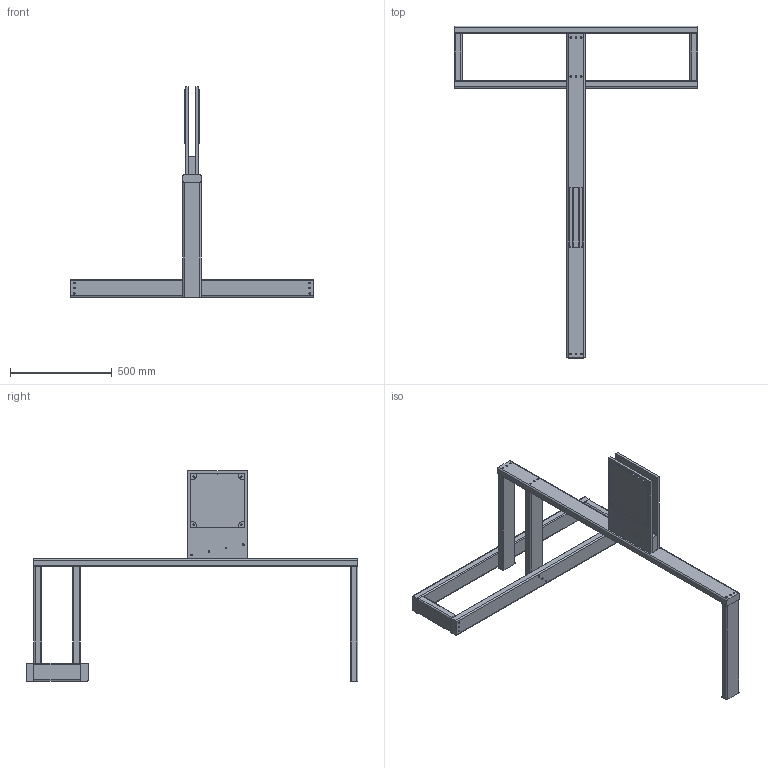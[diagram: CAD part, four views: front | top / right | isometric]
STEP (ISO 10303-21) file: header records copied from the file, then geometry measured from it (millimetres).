
FILE_DESCRIPTION(/* description */ ('STEP AP242 Edition 2','CAx-IF Rec.Pracs.---Representation and Presentation of Product Manufacturing Information (PMI)---4.0---2014-10-13','CAx-IF Rec.Pracs.---3D Tessellated Geometry---0.4---2014-09-14','2;1','CAx-IF Rec.Pracs.---User Defined Attributes---1.5---2016-08-15'),/* implementation_level */ '2;1');
FILE_NAME(/* name */ '695e8e117bedfde274a090ca',/* time_stamp */ '2026-01-07T16:47:13Z',/* author */ (''),/* organization */ (''),/* preprocessor_version */ 'ST-DEVELOPER v20',/* originating_system */ 'ONSHAPE BY PTC INC, 1.208',/* authorisation */ ' ');
FILE_SCHEMA (('AP242_MANAGED_MODEL_BASED_3D_ENGINEERING_MIM_LF { 1 0 10303 442 3 1 4 }'));
Length unit declared in the file: metre
Products named in the file (15): TE-26200: TE Trench; 90031A203: 1.5" Phillips Flat Head Wood Screw; 90031A203: 2.5" Phillips Flat Head Wood Screw; FE-00083-ID1: AprilTag, ID 1 <1>; FE-00082: AprilTag Base Poly; FE-00083-ID1-Vinyl: AprilTag Vinyl; TE-26205: Trench Arm Beam; TE-26207: Trench April Tag Panel; TE-26206: Trench April Tag Mount Beam; TE-26204: Trench Height Beam; TE-26201: Trench Base <1>; TE-26202: Trench Base Depth Beam; TE-26203: Trench Base Width Beam; FE-00083-ID12: AprilTag, ID 12 <1>; FE-00083-ID12-Vinyl: AprilTag Vinyl
Assembly tree (59 placements, depth 3):
  TE-26200: TE Trench
    90031A203: 1.5" Phillips Flat Head Wood Screw  x8
    90031A203: 2.5" Phillips Flat Head Wood Screw  x19
    FE-00083-ID1: AprilTag, ID 1 <1>
      FE-00082: AprilTag Base Poly
      FE-00083-ID1-Vinyl: AprilTag Vinyl  x2
    TE-26205: Trench Arm Beam
    TE-26207: Trench April Tag Panel  x2
    TE-26206: Trench April Tag Mount Beam
    TE-26204: Trench Height Beam  x3
    TE-26201: Trench Base <1>
      90031A203: 2.5" Phillips Flat Head Wood Screw  x12
      TE-26202: Trench Base Depth Beam  x2
      TE-26203: Trench Base Width Beam  x2
    FE-00083-ID12: AprilTag, ID 12 <1>
      FE-00083-ID12-Vinyl: AprilTag Vinyl  x2
      FE-00082: AprilTag Base Poly
Bounding box: 1193.8 x 1627.98 x 1031.88 mm (x, y, z)
Volume: 25426840.2 mm3; surface area: 3045216.6 mm2
Topology: 56 solids, 56 shells, 1634 faces, 4392 edges, 2868 vertices
Faces by surface type: plane 1154, cylinder 290, cone 190
Full cylindrical faces by diameter (mm): 2.381 x79, 2.812 x39, 4.166 x39, 6.756 x16, 8.433 x39
Entity records: 8121 total; most frequent: DIRECTION 1390, CARTESIAN_POINT 1300, ORIENTED_EDGE 1116, EDGE_CURVE 558, AXIS2_PLACEMENT_3D 520, FACE_BOUND 432, VERTEX_POINT 430, EDGE_LOOP 414
